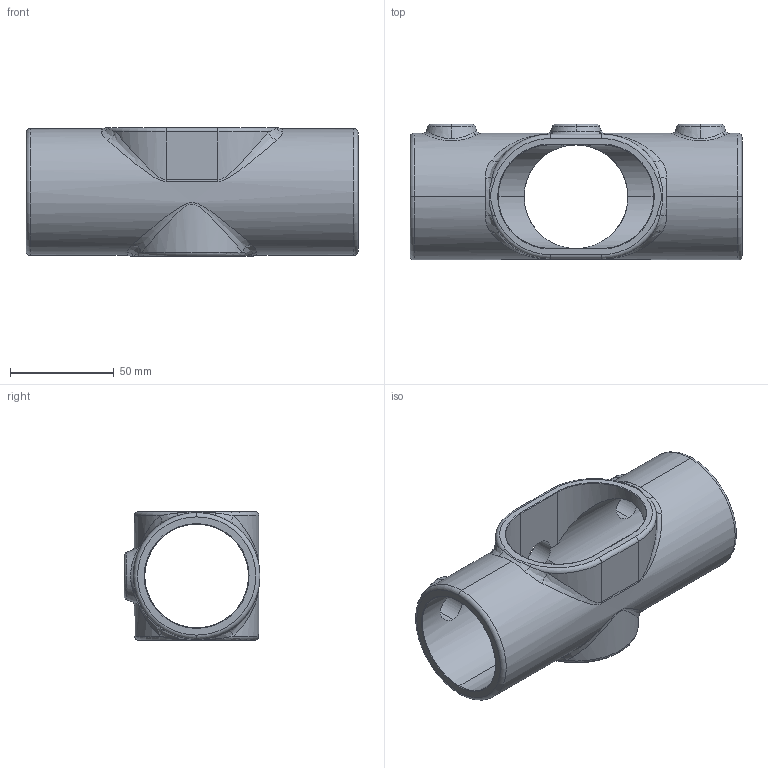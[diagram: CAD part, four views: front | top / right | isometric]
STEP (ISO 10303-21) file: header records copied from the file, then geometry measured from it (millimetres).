
FILE_DESCRIPTION (( 'STEP AP203' ), '1' );
FILE_NAME ('T17625.STEP', '2018-07-02T16:01:03', ( '' ), ( '' ), 'SwSTEP 2.0', 'SolidWorks 2016', '' );
FILE_SCHEMA (( 'CONFIG_CONTROL_DESIGN' ));
Length unit declared in the file: millimetre
Products named in the file (1): T17625
Bounding box: 160 x 65.5 x 62 mm (x, y, z)
Volume: 139795 mm3; surface area: 55480.3 mm2
Topology: 1 solids, 1 shells, 108 faces, 265 edges, 158 vertices
Faces by surface type: bspline 36, cylinder 29, torus 26, plane 11, cone 6
Entity records: 6481 total; most frequent: CARTESIAN_POINT 4082, ORIENTED_EDGE 530, DIRECTION 445, EDGE_CURVE 265, AXIS2_PLACEMENT_3D 200, VERTEX_POINT 158, CIRCLE 127, EDGE_LOOP 119
